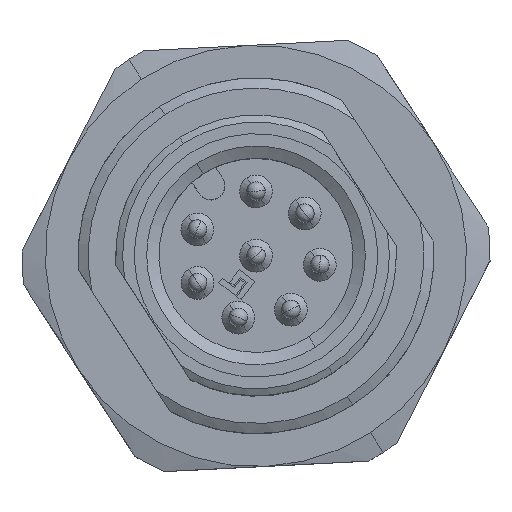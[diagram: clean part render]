
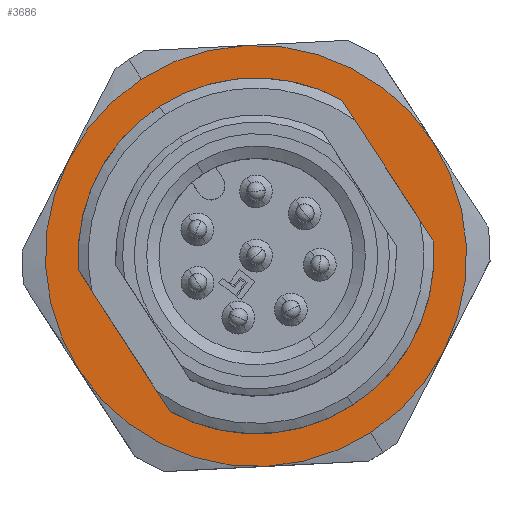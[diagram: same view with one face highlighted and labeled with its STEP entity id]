
A CAD part, top view. The second image highlights one B-rep face of the part: STEP entity #3686.
In plain terms, the highlighted planar face has unit normal (0, 0, 1).
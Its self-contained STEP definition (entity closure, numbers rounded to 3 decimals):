
#3449=AXIS2_PLACEMENT_3D('Circle Axis2P3D',#3447,#3448,$) ;
#3466=AXIS2_PLACEMENT_3D('Circle Axis2P3D',#3464,#3465,$) ;
#3483=AXIS2_PLACEMENT_3D('Circle Axis2P3D',#3481,#3482,$) ;
#3507=AXIS2_PLACEMENT_3D('Circle Axis2P3D',#3505,#3506,$) ;
#3524=AXIS2_PLACEMENT_3D('Circle Axis2P3D',#3522,#3523,$) ;
#3541=AXIS2_PLACEMENT_3D('Circle Axis2P3D',#3539,#3540,$) ;
#3558=AXIS2_PLACEMENT_3D('Circle Axis2P3D',#3556,#3557,$) ;
#3575=AXIS2_PLACEMENT_3D('Circle Axis2P3D',#3573,#3574,$) ;
#3588=AXIS2_PLACEMENT_3D('Plane Axis2P3D',#3585,#3586,#3587) ;
#3003=CARTESIAN_POINT('Vertex',(9.538,18.2,65.5)) ;
#3065=CARTESIAN_POINT('Vertex',(17.553,14.106,65.5)) ;
#3127=CARTESIAN_POINT('Vertex',(18.015,5.117,65.5)) ;
#3213=CARTESIAN_POINT('Vertex',(10.462,0.224,65.5)) ;
#3275=CARTESIAN_POINT('Vertex',(2.447,4.318,65.5)) ;
#3337=CARTESIAN_POINT('Vertex',(1.985,13.306,65.5)) ;
#3444=CARTESIAN_POINT('Vertex',(5.106,16.765,65.5)) ;
#3447=CARTESIAN_POINT('Axis2P3D Location',(10.,9.212,65.5)) ;
#3464=CARTESIAN_POINT('Axis2P3D Location',(10.,9.212,65.5)) ;
#3481=CARTESIAN_POINT('Axis2P3D Location',(10.,9.212,65.5)) ;
#3502=CARTESIAN_POINT('Vertex',(14.894,1.659,65.5)) ;
#3505=CARTESIAN_POINT('Axis2P3D Location',(10.,9.212,65.5)) ;
#3522=CARTESIAN_POINT('Axis2P3D Location',(10.,9.212,65.5)) ;
#3539=CARTESIAN_POINT('Axis2P3D Location',(10.,9.212,65.5)) ;
#3556=CARTESIAN_POINT('Axis2P3D Location',(10.,9.212,65.5)) ;
#3573=CARTESIAN_POINT('Axis2P3D Location',(10.,9.212,65.5)) ;
#3585=CARTESIAN_POINT('Axis2P3D Location',(10.,9.212,65.5)) ;
#3600=CARTESIAN_POINT('Line Origine',(4.377,5.569,65.5)) ;
#3604=CARTESIAN_POINT('Vertex',(2.426,8.579,65.5)) ;
#3606=CARTESIAN_POINT('Vertex',(6.328,2.558,65.5)) ;
#3610=CARTESIAN_POINT('Control Point',(2.426,8.579,65.5)) ;
#3611=CARTESIAN_POINT('Control Point',(2.359,9.387,65.5)) ;
#3612=CARTESIAN_POINT('Control Point',(2.399,10.203,65.5)) ;
#3613=CARTESIAN_POINT('Control Point',(2.549,11.01,65.5)) ;
#3614=CARTESIAN_POINT('Control Point',(3.059,12.563,65.5)) ;
#3615=CARTESIAN_POINT('Control Point',(3.958,13.929,65.5)) ;
#3616=CARTESIAN_POINT('Control Point',(4.496,14.547,65.5)) ;
#3617=CARTESIAN_POINT('Control Point',(5.126,15.1,65.5)) ;
#3618=CARTESIAN_POINT('Control Point',(5.818,15.558,65.5)) ;
#3619=CARTESIAN_POINT('Control Point',(5.834,15.568,65.5)) ;
#3620=CARTESIAN_POINT('Control Point',(5.851,15.579,65.5)) ;
#3621=CARTESIAN_POINT('Control Point',(5.867,15.59,65.5)) ;
#3622=CARTESIAN_POINT('Vertex',(5.867,15.59,65.5)) ;
#3626=CARTESIAN_POINT('Control Point',(5.867,15.59,65.5)) ;
#3627=CARTESIAN_POINT('Control Point',(6.531,16.02,65.5)) ;
#3628=CARTESIAN_POINT('Control Point',(7.25,16.363,65.5)) ;
#3629=CARTESIAN_POINT('Control Point',(8.011,16.611,65.5)) ;
#3630=CARTESIAN_POINT('Control Point',(9.598,16.907,65.5)) ;
#3631=CARTESIAN_POINT('Control Point',(11.208,16.781,65.5)) ;
#3632=CARTESIAN_POINT('Control Point',(12.01,16.609,65.5)) ;
#3633=CARTESIAN_POINT('Control Point',(12.816,16.318,65.5)) ;
#3634=CARTESIAN_POINT('Control Point',(13.568,15.922,65.5)) ;
#3635=CARTESIAN_POINT('Control Point',(13.603,15.904,65.5)) ;
#3636=CARTESIAN_POINT('Control Point',(13.638,15.885,65.5)) ;
#3637=CARTESIAN_POINT('Control Point',(13.672,15.866,65.5)) ;
#3638=CARTESIAN_POINT('Vertex',(13.672,15.866,65.5)) ;
#3641=CARTESIAN_POINT('Line Origine',(15.623,12.855,65.5)) ;
#3645=CARTESIAN_POINT('Vertex',(17.574,9.844,65.5)) ;
#3649=CARTESIAN_POINT('Control Point',(17.574,9.844,65.5)) ;
#3650=CARTESIAN_POINT('Control Point',(17.641,9.037,65.5)) ;
#3651=CARTESIAN_POINT('Control Point',(17.601,8.22,65.5)) ;
#3652=CARTESIAN_POINT('Control Point',(17.451,7.414,65.5)) ;
#3653=CARTESIAN_POINT('Control Point',(16.941,5.86,65.5)) ;
#3654=CARTESIAN_POINT('Control Point',(16.042,4.495,65.5)) ;
#3655=CARTESIAN_POINT('Control Point',(15.504,3.876,65.5)) ;
#3656=CARTESIAN_POINT('Control Point',(14.874,3.324,65.5)) ;
#3657=CARTESIAN_POINT('Control Point',(14.182,2.866,65.5)) ;
#3658=CARTESIAN_POINT('Control Point',(14.166,2.855,65.5)) ;
#3659=CARTESIAN_POINT('Control Point',(14.149,2.844,65.5)) ;
#3660=CARTESIAN_POINT('Control Point',(14.133,2.833,65.5)) ;
#3661=CARTESIAN_POINT('Vertex',(14.133,2.833,65.5)) ;
#3665=CARTESIAN_POINT('Control Point',(14.133,2.833,65.5)) ;
#3666=CARTESIAN_POINT('Control Point',(13.469,2.404,65.5)) ;
#3667=CARTESIAN_POINT('Control Point',(12.75,2.06,65.5)) ;
#3668=CARTESIAN_POINT('Control Point',(11.989,1.812,65.5)) ;
#3669=CARTESIAN_POINT('Control Point',(10.402,1.517,65.5)) ;
#3670=CARTESIAN_POINT('Control Point',(8.792,1.642,65.5)) ;
#3671=CARTESIAN_POINT('Control Point',(7.99,1.815,65.5)) ;
#3672=CARTESIAN_POINT('Control Point',(7.184,2.105,65.5)) ;
#3673=CARTESIAN_POINT('Control Point',(6.432,2.501,65.5)) ;
#3674=CARTESIAN_POINT('Control Point',(6.397,2.52,65.5)) ;
#3675=CARTESIAN_POINT('Control Point',(6.362,2.539,65.5)) ;
#3676=CARTESIAN_POINT('Control Point',(6.328,2.558,65.5)) ;
#3448=DIRECTION('Axis2P3D Direction',(0.,0.,-1.)) ;
#3465=DIRECTION('Axis2P3D Direction',(0.,0.,-1.)) ;
#3482=DIRECTION('Axis2P3D Direction',(0.,0.,-1.)) ;
#3506=DIRECTION('Axis2P3D Direction',(0.,0.,-1.)) ;
#3523=DIRECTION('Axis2P3D Direction',(0.,0.,-1.)) ;
#3540=DIRECTION('Axis2P3D Direction',(0.,0.,-1.)) ;
#3557=DIRECTION('Axis2P3D Direction',(0.,0.,-1.)) ;
#3574=DIRECTION('Axis2P3D Direction',(0.,0.,-1.)) ;
#3586=DIRECTION('Axis2P3D Direction',(0.,0.,1.)) ;
#3587=DIRECTION('Axis2P3D XDirection',(-0.544,0.839,0.)) ;
#3601=DIRECTION('Vector Direction',(0.544,-0.839,0.)) ;
#3642=DIRECTION('Vector Direction',(-0.544,0.839,0.)) ;
#3602=VECTOR('Line Direction',#3601,1.) ;
#3643=VECTOR('Line Direction',#3642,1.) ;
#3591=ORIENTED_EDGE('',*,*,#3468,.T.) ;
#3592=ORIENTED_EDGE('',*,*,#3451,.T.) ;
#3593=ORIENTED_EDGE('',*,*,#3577,.T.) ;
#3594=ORIENTED_EDGE('',*,*,#3560,.T.) ;
#3595=ORIENTED_EDGE('',*,*,#3543,.T.) ;
#3596=ORIENTED_EDGE('',*,*,#3526,.T.) ;
#3597=ORIENTED_EDGE('',*,*,#3509,.T.) ;
#3598=ORIENTED_EDGE('',*,*,#3485,.T.) ;
#3679=ORIENTED_EDGE('',*,*,#3608,.F.) ;
#3680=ORIENTED_EDGE('',*,*,#3624,.T.) ;
#3681=ORIENTED_EDGE('',*,*,#3640,.T.) ;
#3682=ORIENTED_EDGE('',*,*,#3647,.F.) ;
#3683=ORIENTED_EDGE('',*,*,#3663,.T.) ;
#3684=ORIENTED_EDGE('',*,*,#3677,.T.) ;
#3685=FACE_BOUND('',#3678,.T.) ;
#3686=ADVANCED_FACE('Hauptkoerper',(#3599,#3685),#3589,.T.) ;
#3609=B_SPLINE_CURVE_WITH_KNOTS('',5,(#3610,#3611,#3612,#3613,#3614,#3615,#3616,#3617,#3618,#3619,#3620,#3621),.UNSPECIFIED.,.F.,.U.,(6,3,3,6),(0.,5.73,11.46,11.599),.UNSPECIFIED.) ;
#3625=B_SPLINE_CURVE_WITH_KNOTS('',5,(#3626,#3627,#3628,#3629,#3630,#3631,#3632,#3633,#3634,#3635,#3636,#3637),.UNSPECIFIED.,.F.,.U.,(6,3,3,6),(11.599,17.19,22.919,23.198),.UNSPECIFIED.) ;
#3648=B_SPLINE_CURVE_WITH_KNOTS('',5,(#3649,#3650,#3651,#3652,#3653,#3654,#3655,#3656,#3657,#3658,#3659,#3660),.UNSPECIFIED.,.F.,.U.,(6,3,3,6),(0.,5.73,11.46,11.599),.UNSPECIFIED.) ;
#3664=B_SPLINE_CURVE_WITH_KNOTS('',5,(#3665,#3666,#3667,#3668,#3669,#3670,#3671,#3672,#3673,#3674,#3675,#3676),.UNSPECIFIED.,.F.,.U.,(6,3,3,6),(11.599,17.19,22.919,23.198),.UNSPECIFIED.) ;
#3450=CIRCLE('generated circle',#3449,9.) ;
#3467=CIRCLE('generated circle',#3466,9.) ;
#3484=CIRCLE('generated circle',#3483,9.) ;
#3508=CIRCLE('generated circle',#3507,9.) ;
#3525=CIRCLE('generated circle',#3524,9.) ;
#3542=CIRCLE('generated circle',#3541,9.) ;
#3559=CIRCLE('generated circle',#3558,9.) ;
#3576=CIRCLE('generated circle',#3575,9.) ;
#3451=EDGE_CURVE('',#3004,#3445,#3450,.F.) ;
#3468=EDGE_CURVE('',#3066,#3004,#3467,.F.) ;
#3485=EDGE_CURVE('',#3128,#3066,#3484,.F.) ;
#3509=EDGE_CURVE('',#3503,#3128,#3508,.F.) ;
#3526=EDGE_CURVE('',#3214,#3503,#3525,.F.) ;
#3543=EDGE_CURVE('',#3276,#3214,#3542,.F.) ;
#3560=EDGE_CURVE('',#3338,#3276,#3559,.F.) ;
#3577=EDGE_CURVE('',#3445,#3338,#3576,.F.) ;
#3608=EDGE_CURVE('',#3605,#3607,#3603,.T.) ;
#3624=EDGE_CURVE('',#3605,#3623,#3609,.T.) ;
#3640=EDGE_CURVE('',#3623,#3639,#3625,.T.) ;
#3647=EDGE_CURVE('',#3646,#3639,#3644,.T.) ;
#3663=EDGE_CURVE('',#3646,#3662,#3648,.T.) ;
#3677=EDGE_CURVE('',#3662,#3607,#3664,.T.) ;
#3590=EDGE_LOOP('',(#3591,#3592,#3593,#3594,#3595,#3596,#3597,#3598)) ;
#3678=EDGE_LOOP('',(#3679,#3680,#3681,#3682,#3683,#3684)) ;
#3599=FACE_OUTER_BOUND('',#3590,.T.) ;
#3603=LINE('Line',#3600,#3602) ;
#3644=LINE('Line',#3641,#3643) ;
#3589=PLANE('',#3588) ;
#3004=VERTEX_POINT('',#3003) ;
#3066=VERTEX_POINT('',#3065) ;
#3128=VERTEX_POINT('',#3127) ;
#3214=VERTEX_POINT('',#3213) ;
#3276=VERTEX_POINT('',#3275) ;
#3338=VERTEX_POINT('',#3337) ;
#3445=VERTEX_POINT('',#3444) ;
#3503=VERTEX_POINT('',#3502) ;
#3605=VERTEX_POINT('',#3604) ;
#3607=VERTEX_POINT('',#3606) ;
#3623=VERTEX_POINT('',#3622) ;
#3639=VERTEX_POINT('',#3638) ;
#3646=VERTEX_POINT('',#3645) ;
#3662=VERTEX_POINT('',#3661) ;
